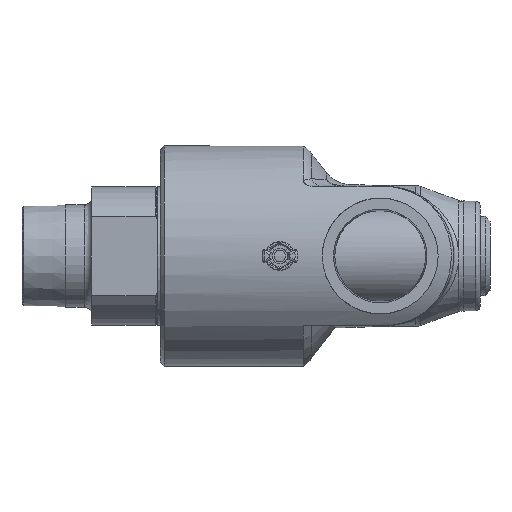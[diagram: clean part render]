
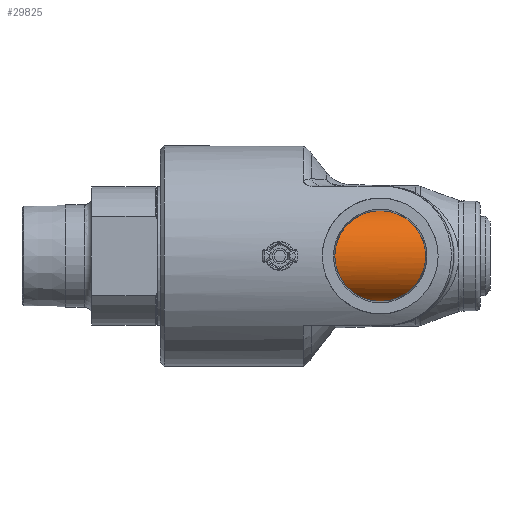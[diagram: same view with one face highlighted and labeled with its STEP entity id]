
A CAD part, front view. The second image highlights one B-rep face of the part: STEP entity #29825.
In plain terms, the highlighted cylindrical face has radius 19.875 mm (diameter 39.75 mm), a partial arc.
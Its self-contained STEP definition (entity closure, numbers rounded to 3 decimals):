
#6872=FACE_OUTER_BOUND('',#8674,.T.);
#8674=EDGE_LOOP('',(#26595,#26596));
#11403=B_SPLINE_CURVE_WITH_KNOTS('',3,(#65467,#65468,#65469,#65470,#65471,
#65472,#65473,#65474,#65475,#65476,#65477,#65478,#65479,#65480,#65481,#65482,
#65483,#65484,#65485,#65486),.UNSPECIFIED.,.F.,.F.,(4,2,2,2,2,2,2,2,2,4),
(0.,0.213,0.425,0.85,1.276,
1.701,2.081,2.462,2.842,3.223),
 .UNSPECIFIED.);
#11404=B_SPLINE_CURVE_WITH_KNOTS('',3,(#65487,#65488,#65489,#65490,#65491,
#65492,#65493,#65494,#65495,#65496,#65497,#65498,#65499,#65500,#65501,#65502,
#65503,#65504,#65505,#65506,#65507,#65508,#65509,#65510,#65511,#65512,#65513,
#65514,#65515,#65516,#65517,#65518,#65519,#65520,#65521,#65522,#65523,#65524,
#65525,#65526,#65527,#65528,#65529,#65530,#65531,#65532,#65533,#65534,#65535,
#65536,#65537,#65538,#65539,#65540,#65541,#65542),.UNSPECIFIED.,.F.,.F.,
(4,2,2,2,2,2,2,2,2,2,2,2,2,2,2,2,2,2,2,2,2,2,2,2,2,2,2,4),(3.223,
3.603,3.984,4.364,4.745,5.17,
5.595,6.02,6.233,6.446,6.658,
6.871,7.296,7.721,8.147,8.527,
8.907,9.288,9.668,10.049,10.429,
10.81,11.19,11.615,12.041,12.466,
12.679,12.891),.UNSPECIFIED.);
#14084=VERTEX_POINT('',#65465);
#14085=VERTEX_POINT('',#65466);
#18320=EDGE_CURVE('',#14084,#14085,#11403,.T.);
#18321=EDGE_CURVE('',#14085,#14084,#11404,.T.);
#26595=ORIENTED_EDGE('',*,*,#18320,.T.);
#26596=ORIENTED_EDGE('',*,*,#18321,.T.);
#27959=CYLINDRICAL_SURFACE('',#31555,19.875);
#29825=ADVANCED_FACE('',(#6872),#27959,.T.);
#31555=AXIS2_PLACEMENT_3D('',#65464,#36620,#36621);
#36620=DIRECTION('center_axis',(1.,0.,0.));
#36621=DIRECTION('ref_axis',(0.,-1.,0.));
#65464=CARTESIAN_POINT('Origin',(79.316,0.,0.));
#65465=CARTESIAN_POINT('',(83.7,-6.853,18.656));
#65466=CARTESIAN_POINT('',(65.044,-19.875,0.));
#65467=CARTESIAN_POINT('Ctrl Pts',(83.7,-6.853,18.656));
#65468=CARTESIAN_POINT('Ctrl Pts',(82.991,-6.853,18.656));
#65469=CARTESIAN_POINT('Ctrl Pts',(82.328,-6.962,18.617));
#65470=CARTESIAN_POINT('Ctrl Pts',(81.057,-7.319,18.479));
#65471=CARTESIAN_POINT('Ctrl Pts',(80.449,-7.567,18.381));
#65472=CARTESIAN_POINT('Ctrl Pts',(78.67,-8.438,18.006));
#65473=CARTESIAN_POINT('Ctrl Pts',(77.544,-9.181,17.652));
#65474=CARTESIAN_POINT('Ctrl Pts',(75.349,-10.776,16.725));
#65475=CARTESIAN_POINT('Ctrl Pts',(74.291,-11.627,16.155));
#65476=CARTESIAN_POINT('Ctrl Pts',(72.295,-13.294,14.813));
#65477=CARTESIAN_POINT('Ctrl Pts',(71.357,-14.112,14.041));
#65478=CARTESIAN_POINT('Ctrl Pts',(69.748,-15.54,12.432));
#65479=CARTESIAN_POINT('Ctrl Pts',(69.01,-16.207,11.561));
#65480=CARTESIAN_POINT('Ctrl Pts',(67.672,-17.43,9.62));
#65481=CARTESIAN_POINT('Ctrl Pts',(67.072,-17.984,8.55));
#65482=CARTESIAN_POINT('Ctrl Pts',(66.084,-18.901,6.267));
#65483=CARTESIAN_POINT('Ctrl Pts',(65.695,-19.265,5.051));
#65484=CARTESIAN_POINT('Ctrl Pts',(65.175,-19.752,2.552));
#65485=CARTESIAN_POINT('Ctrl Pts',(65.044,-19.875,1.268));
#65486=CARTESIAN_POINT('Ctrl Pts',(65.044,-19.875,0.));
#65487=CARTESIAN_POINT('Ctrl Pts',(65.044,-19.875,0.));
#65488=CARTESIAN_POINT('Ctrl Pts',(65.044,-19.875,-1.268));
#65489=CARTESIAN_POINT('Ctrl Pts',(65.175,-19.752,-2.552));
#65490=CARTESIAN_POINT('Ctrl Pts',(65.695,-19.265,-5.051));
#65491=CARTESIAN_POINT('Ctrl Pts',(66.084,-18.901,-6.267));
#65492=CARTESIAN_POINT('Ctrl Pts',(67.072,-17.984,-8.55));
#65493=CARTESIAN_POINT('Ctrl Pts',(67.672,-17.43,-9.62));
#65494=CARTESIAN_POINT('Ctrl Pts',(69.01,-16.207,-11.561));
#65495=CARTESIAN_POINT('Ctrl Pts',(69.748,-15.54,-12.432));
#65496=CARTESIAN_POINT('Ctrl Pts',(71.357,-14.112,-14.041));
#65497=CARTESIAN_POINT('Ctrl Pts',(72.295,-13.294,-14.813));
#65498=CARTESIAN_POINT('Ctrl Pts',(74.291,-11.627,-16.155));
#65499=CARTESIAN_POINT('Ctrl Pts',(75.349,-10.776,-16.725));
#65500=CARTESIAN_POINT('Ctrl Pts',(77.544,-9.181,-17.652));
#65501=CARTESIAN_POINT('Ctrl Pts',(78.67,-8.438,-18.006));
#65502=CARTESIAN_POINT('Ctrl Pts',(80.449,-7.567,-18.381));
#65503=CARTESIAN_POINT('Ctrl Pts',(81.057,-7.319,-18.479));
#65504=CARTESIAN_POINT('Ctrl Pts',(82.328,-6.962,-18.617));
#65505=CARTESIAN_POINT('Ctrl Pts',(82.991,-6.853,-18.656));
#65506=CARTESIAN_POINT('Ctrl Pts',(84.409,-6.853,-18.656));
#65507=CARTESIAN_POINT('Ctrl Pts',(85.072,-6.962,-18.617));
#65508=CARTESIAN_POINT('Ctrl Pts',(86.343,-7.319,-18.479));
#65509=CARTESIAN_POINT('Ctrl Pts',(86.951,-7.567,-18.381));
#65510=CARTESIAN_POINT('Ctrl Pts',(88.73,-8.438,-18.006));
#65511=CARTESIAN_POINT('Ctrl Pts',(89.856,-9.181,-17.652));
#65512=CARTESIAN_POINT('Ctrl Pts',(92.051,-10.776,-16.725));
#65513=CARTESIAN_POINT('Ctrl Pts',(93.109,-11.627,-16.155));
#65514=CARTESIAN_POINT('Ctrl Pts',(95.105,-13.294,-14.813));
#65515=CARTESIAN_POINT('Ctrl Pts',(96.043,-14.112,-14.041));
#65516=CARTESIAN_POINT('Ctrl Pts',(97.652,-15.54,-12.432));
#65517=CARTESIAN_POINT('Ctrl Pts',(98.39,-16.207,-11.561));
#65518=CARTESIAN_POINT('Ctrl Pts',(99.728,-17.43,-9.62));
#65519=CARTESIAN_POINT('Ctrl Pts',(100.328,-17.984,-8.55));
#65520=CARTESIAN_POINT('Ctrl Pts',(101.316,-18.901,-6.267));
#65521=CARTESIAN_POINT('Ctrl Pts',(101.705,-19.265,-5.051));
#65522=CARTESIAN_POINT('Ctrl Pts',(102.225,-19.752,-2.552));
#65523=CARTESIAN_POINT('Ctrl Pts',(102.356,-19.875,-1.268));
#65524=CARTESIAN_POINT('Ctrl Pts',(102.356,-19.875,1.268));
#65525=CARTESIAN_POINT('Ctrl Pts',(102.225,-19.752,2.552));
#65526=CARTESIAN_POINT('Ctrl Pts',(101.705,-19.265,5.051));
#65527=CARTESIAN_POINT('Ctrl Pts',(101.316,-18.901,6.267));
#65528=CARTESIAN_POINT('Ctrl Pts',(100.328,-17.984,8.55));
#65529=CARTESIAN_POINT('Ctrl Pts',(99.728,-17.43,9.62));
#65530=CARTESIAN_POINT('Ctrl Pts',(98.39,-16.207,11.561));
#65531=CARTESIAN_POINT('Ctrl Pts',(97.652,-15.54,12.432));
#65532=CARTESIAN_POINT('Ctrl Pts',(96.043,-14.112,14.041));
#65533=CARTESIAN_POINT('Ctrl Pts',(95.105,-13.294,14.813));
#65534=CARTESIAN_POINT('Ctrl Pts',(93.109,-11.627,16.155));
#65535=CARTESIAN_POINT('Ctrl Pts',(92.051,-10.776,16.725));
#65536=CARTESIAN_POINT('Ctrl Pts',(89.856,-9.181,17.652));
#65537=CARTESIAN_POINT('Ctrl Pts',(88.73,-8.438,18.006));
#65538=CARTESIAN_POINT('Ctrl Pts',(86.951,-7.567,18.381));
#65539=CARTESIAN_POINT('Ctrl Pts',(86.343,-7.319,18.479));
#65540=CARTESIAN_POINT('Ctrl Pts',(85.072,-6.962,18.617));
#65541=CARTESIAN_POINT('Ctrl Pts',(84.409,-6.853,18.656));
#65542=CARTESIAN_POINT('Ctrl Pts',(83.7,-6.853,18.656));
